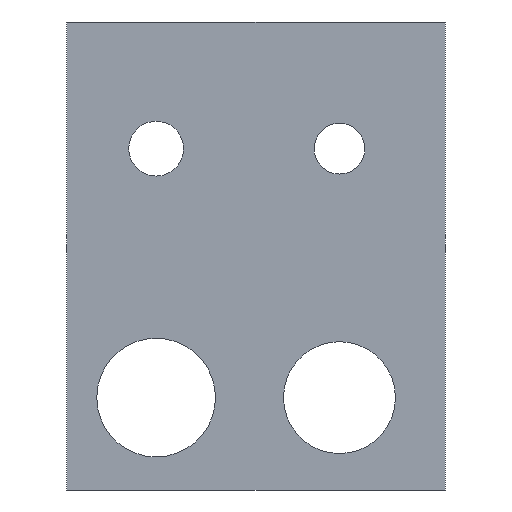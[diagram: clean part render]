
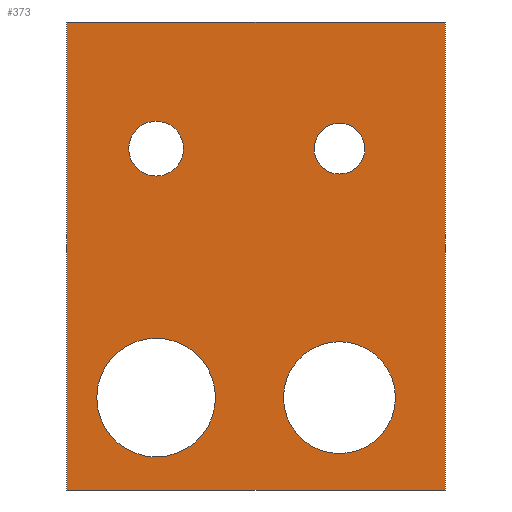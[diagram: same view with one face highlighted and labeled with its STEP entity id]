
A CAD part, front view. The second image highlights one B-rep face of the part: STEP entity #373.
In plain terms, the highlighted planar face has unit normal (0, -1, 0).
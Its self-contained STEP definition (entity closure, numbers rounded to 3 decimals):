
#7 = ORIENTED_EDGE ( 'NONE', *, *, #357, .T. ) ;
#8 = ORIENTED_EDGE ( 'NONE', *, *, #390, .T. ) ;
#10 = ORIENTED_EDGE ( 'NONE', *, *, #389, .F. ) ;
#11 = ORIENTED_EDGE ( 'NONE', *, *, #384, .F. ) ;
#12 = ORIENTED_EDGE ( 'NONE', *, *, #388, .F. ) ;
#13 = ORIENTED_EDGE ( 'NONE', *, *, #387, .F. ) ;
#14 = ORIENTED_EDGE ( 'NONE', *, *, #347, .T. ) ;
#15 = ORIENTED_EDGE ( 'NONE', *, *, #386, .T. ) ;
#16 = ORIENTED_EDGE ( 'NONE', *, *, #385, .T. ) ;
#17 = ORIENTED_EDGE ( 'NONE', *, *, #369, .T. ) ;
#20 = VERTEX_POINT ( 'NONE', #126 ) ;
#21 = VERTEX_POINT ( 'NONE', #127 ) ;
#24 = VERTEX_POINT ( 'NONE', #130 ) ;
#26 = VERTEX_POINT ( 'NONE', #132 ) ;
#28 = VERTEX_POINT ( 'NONE', #134 ) ;
#31 = VERTEX_POINT ( 'NONE', #137 ) ;
#33 = VERTEX_POINT ( 'NONE', #139 ) ;
#36 = VERTEX_POINT ( 'NONE', #142 ) ;
#38 = VERTEX_POINT ( 'NONE', #144 ) ;
#39 = VERTEX_POINT ( 'NONE', #145 ) ;
#40 = VERTEX_POINT ( 'NONE', #146 ) ;
#42 = VERTEX_POINT ( 'NONE', #148 ) ;
#69 = EDGE_LOOP ( 'NONE', ( #7, #8 ) ) ;
#70 = EDGE_LOOP ( 'NONE', ( #13, #11, #12, #10 ) ) ;
#71 = EDGE_LOOP ( 'NONE', ( #17, #16 ) ) ;
#72 = EDGE_LOOP ( 'NONE', ( #92, #91 ) ) ;
#79 = EDGE_LOOP ( 'NONE', ( #14, #15 ) ) ;
#91 = ORIENTED_EDGE ( 'NONE', *, *, #391, .T. ) ;
#92 = ORIENTED_EDGE ( 'NONE', *, *, #367, .T. ) ;
#126 = CARTESIAN_POINT ( 'NONE',  ( 33.154, 0., -35.399 ) ) ;
#127 = CARTESIAN_POINT ( 'NONE',  ( -33.946, 0., 47.551 ) ) ;
#130 = CARTESIAN_POINT ( 'NONE',  ( -18.096, 0., -29.541 ) ) ;
#132 = CARTESIAN_POINT ( 'NONE',  ( -18.096, 0., 29.953 ) ) ;
#134 = CARTESIAN_POINT ( 'NONE',  ( -18.096, 0., -8.5 ) ) ;
#137 = CARTESIAN_POINT ( 'NONE',  ( 14.397, 0., -9.104 ) ) ;
#139 = CARTESIAN_POINT ( 'NONE',  ( 33.154, 0., 47.551 ) ) ;
#142 = CARTESIAN_POINT ( 'NONE',  ( -33.946, 0., -35.399 ) ) ;
#144 = CARTESIAN_POINT ( 'NONE',  ( 14.397, 0., -28.937 ) ) ;
#145 = CARTESIAN_POINT ( 'NONE',  ( 14.397, 0., 20.598 ) ) ;
#146 = CARTESIAN_POINT ( 'NONE',  ( 14.397, 0., 29.595 ) ) ;
#148 = CARTESIAN_POINT ( 'NONE',  ( -18.096, 0., 20.24 ) ) ;
#153 = CARTESIAN_POINT ( 'NONE',  ( -18.096, 0., -19.02 ) ) ;
#154 = DIRECTION ( 'NONE',  ( 0., 1., 0. ) ) ;
#155 = DIRECTION ( 'NONE',  ( 0., 0., 1. ) ) ;
#183 = CARTESIAN_POINT ( 'NONE',  ( 14.397, 0., -19.02 ) ) ;
#184 = DIRECTION ( 'NONE',  ( 0., 1., 0. ) ) ;
#185 = DIRECTION ( 'NONE',  ( 0., 0., 1. ) ) ;
#210 = CARTESIAN_POINT ( 'NONE',  ( 14.397, 0., 25.096 ) ) ;
#214 = DIRECTION ( 'NONE',  ( 0., 1., 0. ) ) ;
#215 = DIRECTION ( 'NONE',  ( 0., 0., 1. ) ) ;
#216 = CARTESIAN_POINT ( 'NONE',  ( -18.096, 0., 25.096 ) ) ;
#220 = DIRECTION ( 'NONE',  ( 0., 1., 0. ) ) ;
#221 = DIRECTION ( 'NONE',  ( 0., 0., 1. ) ) ;
#232 = PLANE ( 'NONE',  #479 ) ;
#233 = CARTESIAN_POINT ( 'NONE',  ( 0., 0., 0. ) ) ;
#234 = DIRECTION ( 'NONE',  ( 0., 1., 0. ) ) ;
#235 = DIRECTION ( 'NONE',  ( 0., 0., 1. ) ) ;
#270 = CARTESIAN_POINT ( 'NONE',  ( -18.096, 0., 25.096 ) ) ;
#271 = LINE ( 'NONE', #272, #431 ) ;
#272 = CARTESIAN_POINT ( 'NONE',  ( -33.946, 0., -35.399 ) ) ;
#273 = DIRECTION ( 'NONE',  ( -1., 0., 0. ) ) ;
#274 = DIRECTION ( 'NONE',  ( 0., 1., 0. ) ) ;
#275 = DIRECTION ( 'NONE',  ( 0., 0., 1. ) ) ;
#276 = CARTESIAN_POINT ( 'NONE',  ( -18.096, 0., -19.02 ) ) ;
#277 = DIRECTION ( 'NONE',  ( 0., 1., 0. ) ) ;
#278 = DIRECTION ( 'NONE',  ( 0., 0., 1. ) ) ;
#279 = CARTESIAN_POINT ( 'NONE',  ( 14.397, 0., -19.02 ) ) ;
#280 = LINE ( 'NONE', #281, #430 ) ;
#281 = CARTESIAN_POINT ( 'NONE',  ( -33.946, 0., -35.399 ) ) ;
#282 = DIRECTION ( 'NONE',  ( 0., 0., 1. ) ) ;
#283 = LINE ( 'NONE', #284, #507 ) ;
#284 = CARTESIAN_POINT ( 'NONE',  ( 33.154, 0., -35.399 ) ) ;
#285 = DIRECTION ( 'NONE',  ( 0., 0., -1. ) ) ;
#286 = LINE ( 'NONE', #287, #504 ) ;
#287 = CARTESIAN_POINT ( 'NONE',  ( -33.946, 0., 47.551 ) ) ;
#288 = DIRECTION ( 'NONE',  ( 1., 0., 0. ) ) ;
#289 = DIRECTION ( 'NONE',  ( 0., 1., 0. ) ) ;
#290 = DIRECTION ( 'NONE',  ( 0., 0., 1. ) ) ;
#291 = CARTESIAN_POINT ( 'NONE',  ( 14.397, 0., 25.096 ) ) ;
#292 = DIRECTION ( 'NONE',  ( 0., 1., 0. ) ) ;
#293 = DIRECTION ( 'NONE',  ( 0., 0., 1. ) ) ;
#347 = EDGE_CURVE ( 'NONE', #24, #28, #399, .T. ) ;
#357 = EDGE_CURVE ( 'NONE', #38, #31, #400, .T. ) ;
#367 = EDGE_CURVE ( 'NONE', #39, #40, #402, .T. ) ;
#369 = EDGE_CURVE ( 'NONE', #42, #26, #404, .T. ) ;
#373 = ADVANCED_FACE ( 'NONE', ( #468, #480, #482, #484, #486 ), #232, .F. ) ;
#384 = EDGE_CURVE ( 'NONE', #20, #36, #271, .T. ) ;
#385 = EDGE_CURVE ( 'NONE', #26, #42, #407, .T. ) ;
#386 = EDGE_CURVE ( 'NONE', #28, #24, #408, .T. ) ;
#387 = EDGE_CURVE ( 'NONE', #36, #21, #280, .T. ) ;
#388 = EDGE_CURVE ( 'NONE', #33, #20, #283, .T. ) ;
#389 = EDGE_CURVE ( 'NONE', #21, #33, #286, .T. ) ;
#390 = EDGE_CURVE ( 'NONE', #31, #38, #409, .T. ) ;
#391 = EDGE_CURVE ( 'NONE', #40, #39, #410, .T. ) ;
#399 = CIRCLE ( 'NONE', #439, 10.521 ) ;
#400 = CIRCLE ( 'NONE', #451, 9.916 ) ;
#402 = CIRCLE ( 'NONE', #463, 4.499 ) ;
#404 = CIRCLE ( 'NONE', #465, 4.857 ) ;
#407 = CIRCLE ( 'NONE', #505, 4.857 ) ;
#408 = CIRCLE ( 'NONE', #432, 10.521 ) ;
#409 = CIRCLE ( 'NONE', #433, 9.916 ) ;
#410 = CIRCLE ( 'NONE', #429, 4.499 ) ;
#429 = AXIS2_PLACEMENT_3D ( 'NONE', #291, #292, #293 ) ;
#430 = VECTOR ( 'NONE', #282, 1000. ) ;
#431 = VECTOR ( 'NONE', #273, 1000. ) ;
#432 = AXIS2_PLACEMENT_3D ( 'NONE', #276, #277, #278 ) ;
#433 = AXIS2_PLACEMENT_3D ( 'NONE', #279, #289, #290 ) ;
#439 = AXIS2_PLACEMENT_3D ( 'NONE', #153, #154, #155 ) ;
#451 = AXIS2_PLACEMENT_3D ( 'NONE', #183, #184, #185 ) ;
#463 = AXIS2_PLACEMENT_3D ( 'NONE', #210, #214, #215 ) ;
#465 = AXIS2_PLACEMENT_3D ( 'NONE', #216, #220, #221 ) ;
#468 = FACE_BOUND ( 'NONE', #71, .T. ) ;
#479 = AXIS2_PLACEMENT_3D ( 'NONE', #233, #234, #235 ) ;
#480 = FACE_BOUND ( 'NONE', #79, .T. ) ;
#482 = FACE_OUTER_BOUND ( 'NONE', #70, .T. ) ;
#484 = FACE_BOUND ( 'NONE', #69, .T. ) ;
#486 = FACE_BOUND ( 'NONE', #72, .T. ) ;
#504 = VECTOR ( 'NONE', #288, 1000. ) ;
#505 = AXIS2_PLACEMENT_3D ( 'NONE', #270, #274, #275 ) ;
#507 = VECTOR ( 'NONE', #285, 1000. ) ;
